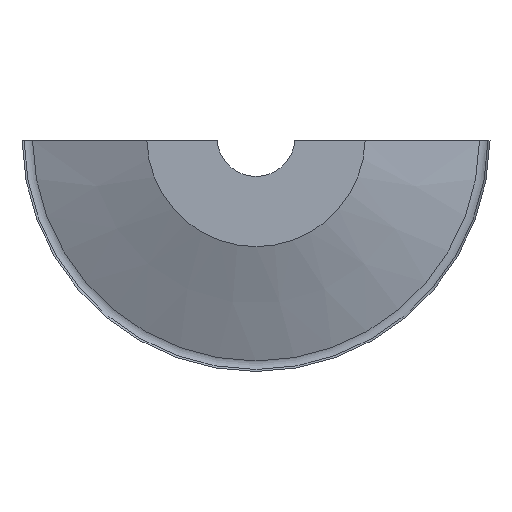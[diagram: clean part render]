
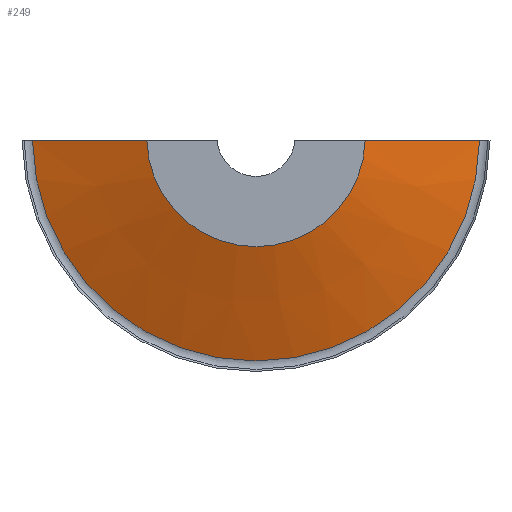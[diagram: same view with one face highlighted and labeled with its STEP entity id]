
A CAD part, front view. The second image highlights one B-rep face of the part: STEP entity #249.
In plain terms, the highlighted conical face has half-angle 69.444 degrees and reference radius 5.5 mm.
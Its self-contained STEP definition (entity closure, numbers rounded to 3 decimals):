
#20=(
BOUNDED_CURVE()
B_SPLINE_CURVE(2,(#401,#402,#403),.UNSPECIFIED.,.F.,.F.)
B_SPLINE_CURVE_WITH_KNOTS((3,3),(0.,0.391),.UNSPECIFIED.)
CURVE()
GEOMETRIC_REPRESENTATION_ITEM()
RATIONAL_B_SPLINE_CURVE((1.,1.065,1.))
REPRESENTATION_ITEM('')
);
#21=(
BOUNDED_CURVE()
B_SPLINE_CURVE(2,(#430,#431,#432),.UNSPECIFIED.,.F.,.F.)
B_SPLINE_CURVE_WITH_KNOTS((3,3),(0.,0.391),.UNSPECIFIED.)
CURVE()
GEOMETRIC_REPRESENTATION_ITEM()
RATIONAL_B_SPLINE_CURVE((1.,1.065,1.))
REPRESENTATION_ITEM('')
);
#32=FACE_OUTER_BOUND('',#46,.T.);
#46=EDGE_LOOP('',(#200,#201,#202,#203));
#59=CIRCLE('',#290,7.164);
#60=CIRCLE('',#291,3.5);
#114=VERTEX_POINT('',#399);
#115=VERTEX_POINT('',#400);
#123=VERTEX_POINT('',#428);
#124=VERTEX_POINT('',#429);
#139=EDGE_CURVE('',#114,#115,#20,.T.);
#149=EDGE_CURVE('',#123,#124,#21,.T.);
#159=EDGE_CURVE('',#114,#124,#59,.T.);
#160=EDGE_CURVE('',#115,#123,#60,.T.);
#200=ORIENTED_EDGE('',*,*,#149,.T.);
#201=ORIENTED_EDGE('',*,*,#159,.F.);
#202=ORIENTED_EDGE('',*,*,#139,.T.);
#203=ORIENTED_EDGE('',*,*,#160,.T.);
#242=CONICAL_SURFACE('',#289,5.5,1.212);
#249=ADVANCED_FACE('',(#32),#242,.T.);
#289=AXIS2_PLACEMENT_3D('',#456,#344,#345);
#290=AXIS2_PLACEMENT_3D('',#457,#346,#347);
#291=AXIS2_PLACEMENT_3D('',#458,#348,#349);
#344=DIRECTION('center_axis',(0.,1.,0.));
#345=DIRECTION('ref_axis',(1.,0.,0.));
#346=DIRECTION('center_axis',(0.,1.,0.));
#347=DIRECTION('ref_axis',(1.,0.,0.));
#348=DIRECTION('center_axis',(0.,1.,0.));
#349=DIRECTION('ref_axis',(1.,0.,0.));
#399=CARTESIAN_POINT('',(7.163,1.374,-0.1));
#400=CARTESIAN_POINT('',(3.499,0.,-0.1));
#401=CARTESIAN_POINT('Ctrl Pts',(7.163,1.374,-0.1));
#402=CARTESIAN_POINT('Ctrl Pts',(4.701,0.451,-0.1));
#403=CARTESIAN_POINT('Ctrl Pts',(3.499,0.,-0.1));
#428=CARTESIAN_POINT('',(-3.499,0.,-0.1));
#429=CARTESIAN_POINT('',(-7.163,1.374,-0.1));
#430=CARTESIAN_POINT('Ctrl Pts',(-3.499,0.,-0.1));
#431=CARTESIAN_POINT('Ctrl Pts',(-4.701,0.451,-0.1));
#432=CARTESIAN_POINT('Ctrl Pts',(-7.163,1.374,-0.1));
#456=CARTESIAN_POINT('Origin',(0.,0.75,0.));
#457=CARTESIAN_POINT('Origin',(0.,1.374,0.));
#458=CARTESIAN_POINT('Origin',(0.,0.,0.));
